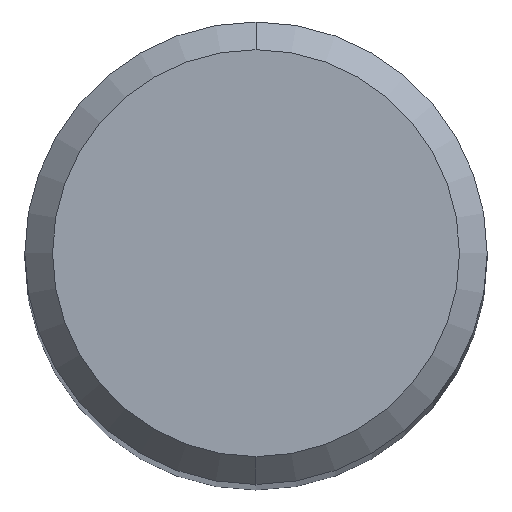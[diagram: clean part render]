
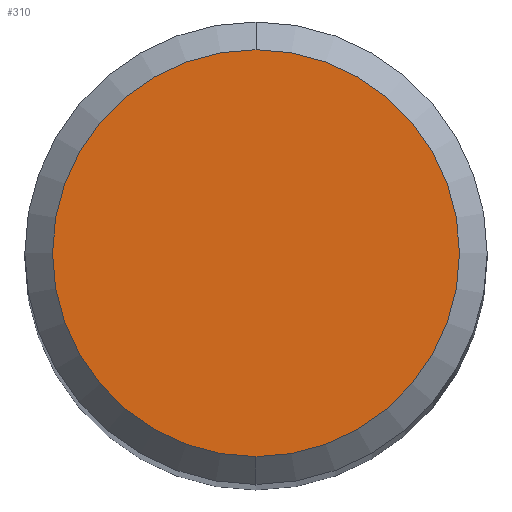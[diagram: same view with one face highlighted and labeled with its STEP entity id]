
A CAD part, top view. The second image highlights one B-rep face of the part: STEP entity #310.
In plain terms, the highlighted planar face has unit normal (0, 0, 1).
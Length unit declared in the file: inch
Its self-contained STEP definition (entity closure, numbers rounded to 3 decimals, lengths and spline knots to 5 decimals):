
#21 = EDGE_CURVE ( 'NONE', #276, #492, #34, .T. ) ;
#27 = FACE_OUTER_BOUND ( 'NONE', #199, .T. ) ;
#28 = ORIENTED_EDGE ( 'NONE', *, *, #21, .T. ) ;
#30 = DIRECTION ( 'NONE',  ( 0., 0., 1. ) ) ;
#34 = CIRCLE ( 'NONE', #112, 0.11 ) ;
#57 = DIRECTION ( 'NONE',  ( 0., 0., 1. ) ) ;
#109 = CARTESIAN_POINT ( 'NONE',  ( 0., 0.11, 0. ) ) ;
#112 = AXIS2_PLACEMENT_3D ( 'NONE', #119, #57, #286 ) ;
#119 = CARTESIAN_POINT ( 'NONE',  ( 0., 0., 0. ) ) ;
#133 = CARTESIAN_POINT ( 'NONE',  ( 0., 0.11, 0. ) ) ;
#159 = ORIENTED_EDGE ( 'NONE', *, *, #345, .T. ) ;
#169 = AXIS2_PLACEMENT_3D ( 'NONE', #422, #30, #513 ) ;
#178 = CIRCLE ( 'NONE', #169, 0.11 ) ;
#199 = EDGE_LOOP ( 'NONE', ( #159, #28 ) ) ;
#276 = VERTEX_POINT ( 'NONE', #533 ) ;
#286 = DIRECTION ( 'NONE',  ( 0., -1., 0. ) ) ;
#287 = DIRECTION ( 'NONE',  ( 0., 0., -1. ) ) ;
#310 = ADVANCED_FACE ( 'NONE', ( #27 ), #550, .F. ) ;
#345 = EDGE_CURVE ( 'NONE', #492, #276, #178, .T. ) ;
#422 = CARTESIAN_POINT ( 'NONE',  ( 0., 0., 0. ) ) ;
#458 = DIRECTION ( 'NONE',  ( 0., 1., 0. ) ) ;
#492 = VERTEX_POINT ( 'NONE', #133 ) ;
#513 = DIRECTION ( 'NONE',  ( 0., -1., 0. ) ) ;
#533 = CARTESIAN_POINT ( 'NONE',  ( 0., -0.11, 0. ) ) ;
#550 = PLANE ( 'NONE',  #561 ) ;
#561 = AXIS2_PLACEMENT_3D ( 'NONE', #109, #287, #458 ) ;
